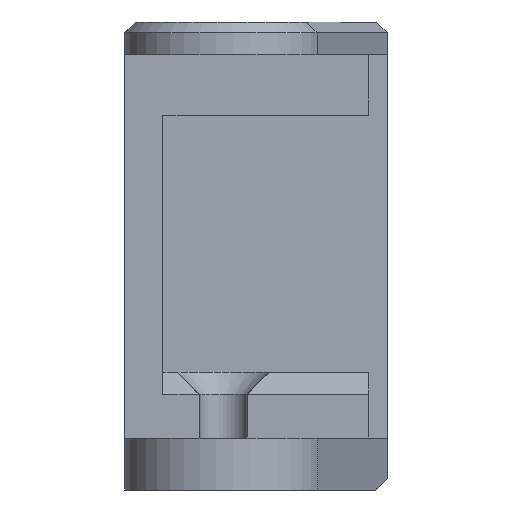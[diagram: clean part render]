
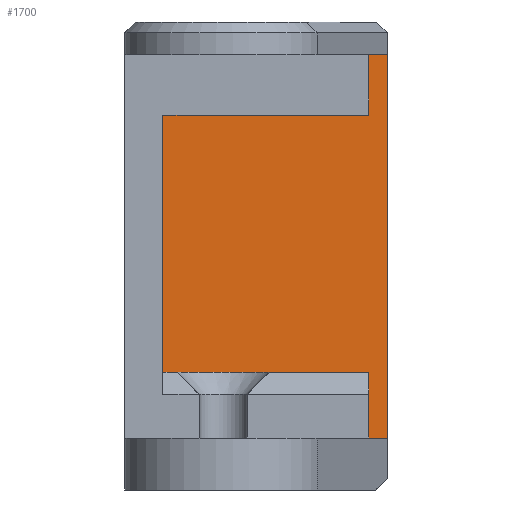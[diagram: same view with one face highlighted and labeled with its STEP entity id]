
A CAD part, left-side view. The second image highlights one B-rep face of the part: STEP entity #1700.
In plain terms, the highlighted planar face has unit normal (-1, 0, 0).
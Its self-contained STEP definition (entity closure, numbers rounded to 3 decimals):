
#101=PLANE('',#1873);
#190=FACE_OUTER_BOUND('',#294,.T.);
#294=EDGE_LOOP('',(#1575,#1576,#1577,#1578,#1579,#1580,#1581,#1582));
#325=LINE('',#2453,#503);
#456=LINE('',#2815,#634);
#458=LINE('',#2819,#636);
#461=LINE('',#2825,#639);
#463=LINE('',#2829,#641);
#468=LINE('',#2837,#646);
#472=LINE('',#2844,#650);
#473=LINE('',#2846,#651);
#503=VECTOR('',#1962,10.);
#634=VECTOR('',#2325,10.);
#636=VECTOR('',#2329,1.);
#639=VECTOR('',#2334,10.);
#641=VECTOR('',#2338,1.);
#646=VECTOR('',#2345,10.);
#650=VECTOR('',#2353,10.);
#651=VECTOR('',#2356,1.);
#745=VERTEX_POINT('',#2450);
#746=VERTEX_POINT('',#2452);
#860=VERTEX_POINT('',#2812);
#861=VERTEX_POINT('',#2814);
#862=VERTEX_POINT('',#2818);
#863=VERTEX_POINT('',#2822);
#864=VERTEX_POINT('',#2824);
#865=VERTEX_POINT('',#2828);
#912=EDGE_CURVE('',#746,#745,#325,.T.);
#1092=EDGE_CURVE('',#861,#860,#456,.T.);
#1094=EDGE_CURVE('',#861,#862,#458,.T.);
#1097=EDGE_CURVE('',#863,#864,#461,.T.);
#1099=EDGE_CURVE('',#865,#862,#463,.T.);
#1104=EDGE_CURVE('',#864,#860,#468,.T.);
#1108=EDGE_CURVE('',#863,#746,#472,.T.);
#1109=EDGE_CURVE('',#745,#865,#473,.T.);
#1575=ORIENTED_EDGE('',*,*,#1097,.F.);
#1576=ORIENTED_EDGE('',*,*,#1108,.T.);
#1577=ORIENTED_EDGE('',*,*,#912,.T.);
#1578=ORIENTED_EDGE('',*,*,#1109,.T.);
#1579=ORIENTED_EDGE('',*,*,#1099,.T.);
#1580=ORIENTED_EDGE('',*,*,#1094,.F.);
#1581=ORIENTED_EDGE('',*,*,#1092,.T.);
#1582=ORIENTED_EDGE('',*,*,#1104,.F.);
#1700=ADVANCED_FACE('',(#190),#101,.T.);
#1873=AXIS2_PLACEMENT_3D('',#2845,#2354,#2355);
#1962=DIRECTION('',(0.,0.,-1.));
#2325=DIRECTION('',(0.,0.,-1.));
#2329=DIRECTION('',(0.,1.,0.));
#2334=DIRECTION('',(0.,0.,-1.));
#2338=DIRECTION('',(0.,0.,-1.));
#2345=DIRECTION('',(0.,1.,0.));
#2353=DIRECTION('',(0.,1.,0.));
#2354=DIRECTION('center_axis',(-1.,0.,0.));
#2355=DIRECTION('ref_axis',(0.,0.,-1.));
#2356=DIRECTION('',(0.,1.,0.));
#2450=CARTESIAN_POINT('',(53.5,-36.3,24.5));
#2452=CARTESIAN_POINT('',(53.5,-36.3,30.));
#2453=CARTESIAN_POINT('',(53.5,-36.3,24.5));
#2812=CARTESIAN_POINT('',(53.5,-36.3,-5.));
#2814=CARTESIAN_POINT('',(53.5,-36.3,1.));
#2815=CARTESIAN_POINT('',(53.5,-36.3,-5.));
#2818=CARTESIAN_POINT('',(53.5,-17.5,1.));
#2819=CARTESIAN_POINT('',(53.5,-40.,1.));
#2822=CARTESIAN_POINT('',(53.5,-38.,30.));
#2824=CARTESIAN_POINT('',(53.5,-38.,-5.));
#2825=CARTESIAN_POINT('',(53.5,-38.,10.5));
#2828=CARTESIAN_POINT('',(53.5,-17.5,24.5));
#2829=CARTESIAN_POINT('',(53.5,-17.5,24.5));
#2837=CARTESIAN_POINT('',(53.5,-38.,-5.));
#2844=CARTESIAN_POINT('',(53.5,-38.,30.));
#2845=CARTESIAN_POINT('Origin',(53.5,-40.,24.5));
#2846=CARTESIAN_POINT('',(53.5,-40.,24.5));
